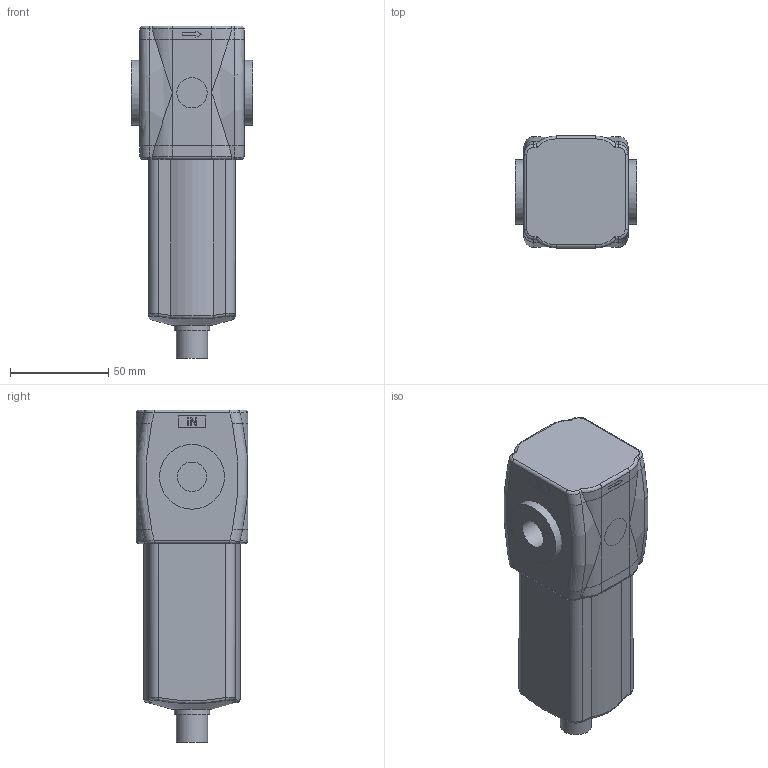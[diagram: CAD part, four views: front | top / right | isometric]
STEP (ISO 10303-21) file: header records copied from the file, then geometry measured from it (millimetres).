
FILE_DESCRIPTION((''),'2;1');
FILE_NAME('#172BF#.ipt.step','2010-08-23T14:10:51',(''),(''),'Autodesk Inventor 2010','Autodesk Inventor 2010','');
FILE_SCHEMA(('AUTOMOTIVE_DESIGN { 1 0 10303 214 1 1 1 1 }'));
Length unit declared in the file: millimetre
Products named in the file (1): #172BF#
Bounding box: 62 x 57 x 169.1 mm (x, y, z)
Volume: 369368.2 mm3; surface area: 36493.4 mm2
Topology: 1 solids, 1 shells, 202 faces, 473 edges, 296 vertices
Faces by surface type: plane 69, cylinder 57, bspline 53, torus 22, cone 1
Full cylindrical faces by diameter (mm): 4.5 x1, 12 x1, 16 x1, 18 x1, 19 x1, 23 x1, 33 x1
Entity records: 6700 total; most frequent: CARTESIAN_POINT 2337, ORIENTED_EDGE 922, DIRECTION 766, EDGE_CURVE 461, VERTEX_POINT 295, AXIS2_PLACEMENT_3D 263, VECTOR 240, LINE 240
